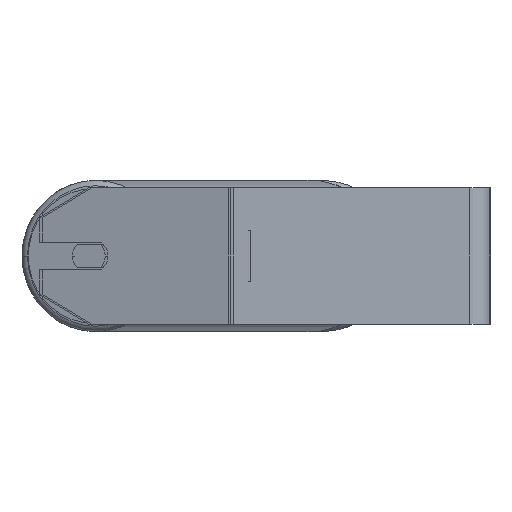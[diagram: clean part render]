
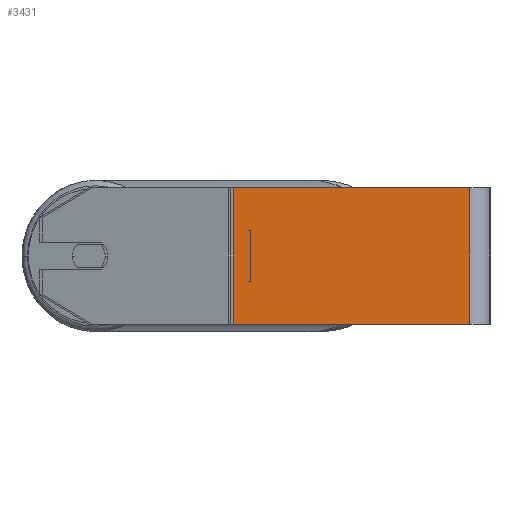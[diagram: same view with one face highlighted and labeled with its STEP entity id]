
A CAD part, left-side view. The second image highlights one B-rep face of the part: STEP entity #3431.
In plain terms, the highlighted planar face has unit normal (-1, 0, 0).
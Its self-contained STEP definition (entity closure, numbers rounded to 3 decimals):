
#117 = EDGE_CURVE ( 'NONE', #618, #8555, #3579, .T. ) ;
#336 = CARTESIAN_POINT ( 'NONE',  ( -800., 152.393, 40. ) ) ;
#618 = VERTEX_POINT ( 'NONE', #4096 ) ;
#752 = CARTESIAN_POINT ( 'NONE',  ( -800., 150.813, 40. ) ) ;
#958 = PLANE ( 'NONE',  #7444 ) ;
#1179 = CARTESIAN_POINT ( 'NONE',  ( -800., 152.393, 40. ) ) ;
#1572 = ORIENTED_EDGE ( 'NONE', *, *, #6140, .F. ) ;
#1634 = DIRECTION ( 'NONE',  ( 0., -1., 0. ) ) ;
#1788 = ORIENTED_EDGE ( 'NONE', *, *, #4353, .T. ) ;
#1922 = VECTOR ( 'NONE', #1634, 1000. ) ;
#2294 = DIRECTION ( 'NONE',  ( 0., 0., -1. ) ) ;
#2591 = VECTOR ( 'NONE', #8737, 1000. ) ;
#2810 = EDGE_LOOP ( 'NONE', ( #1788, #5802, #1572, #5325 ) ) ;
#2877 = VERTEX_POINT ( 'NONE', #8097 ) ;
#3350 = VERTEX_POINT ( 'NONE', #8744 ) ;
#3431 = ADVANCED_FACE ( 'NONE', ( #5604 ), #958, .F. ) ;
#3579 = LINE ( 'NONE', #752, #8224 ) ;
#3736 = DIRECTION ( 'NONE',  ( 0., 0., -1. ) ) ;
#4096 = CARTESIAN_POINT ( 'NONE',  ( -800., 150.813, 40. ) ) ;
#4353 = EDGE_CURVE ( 'NONE', #8555, #2877, #5658, .T. ) ;
#5325 = ORIENTED_EDGE ( 'NONE', *, *, #117, .T. ) ;
#5604 = FACE_OUTER_BOUND ( 'NONE', #2810, .T. ) ;
#5609 = CARTESIAN_POINT ( 'NONE',  ( -800., 150.813, -40. ) ) ;
#5658 = LINE ( 'NONE', #7700, #1922 ) ;
#5802 = ORIENTED_EDGE ( 'NONE', *, *, #8394, .F. ) ;
#5868 = CARTESIAN_POINT ( 'NONE',  ( -800., 12., 40. ) ) ;
#6140 = EDGE_CURVE ( 'NONE', #618, #3350, #8567, .T. ) ;
#6973 = DIRECTION ( 'NONE',  ( 1., 0., 0. ) ) ;
#7444 = AXIS2_PLACEMENT_3D ( 'NONE', #336, #6973, #3736 ) ;
#7700 = CARTESIAN_POINT ( 'NONE',  ( -800., 152.393, -40. ) ) ;
#7786 = LINE ( 'NONE', #5868, #7800 ) ;
#7800 = VECTOR ( 'NONE', #8574, 1000. ) ;
#8097 = CARTESIAN_POINT ( 'NONE',  ( -800., 12., -40. ) ) ;
#8224 = VECTOR ( 'NONE', #2294, 1000. ) ;
#8394 = EDGE_CURVE ( 'NONE', #3350, #2877, #7786, .T. ) ;
#8555 = VERTEX_POINT ( 'NONE', #5609 ) ;
#8567 = LINE ( 'NONE', #1179, #2591 ) ;
#8574 = DIRECTION ( 'NONE',  ( 0., 0., -1. ) ) ;
#8737 = DIRECTION ( 'NONE',  ( 0., -1., 0. ) ) ;
#8744 = CARTESIAN_POINT ( 'NONE',  ( -800., 12., 40. ) ) ;
